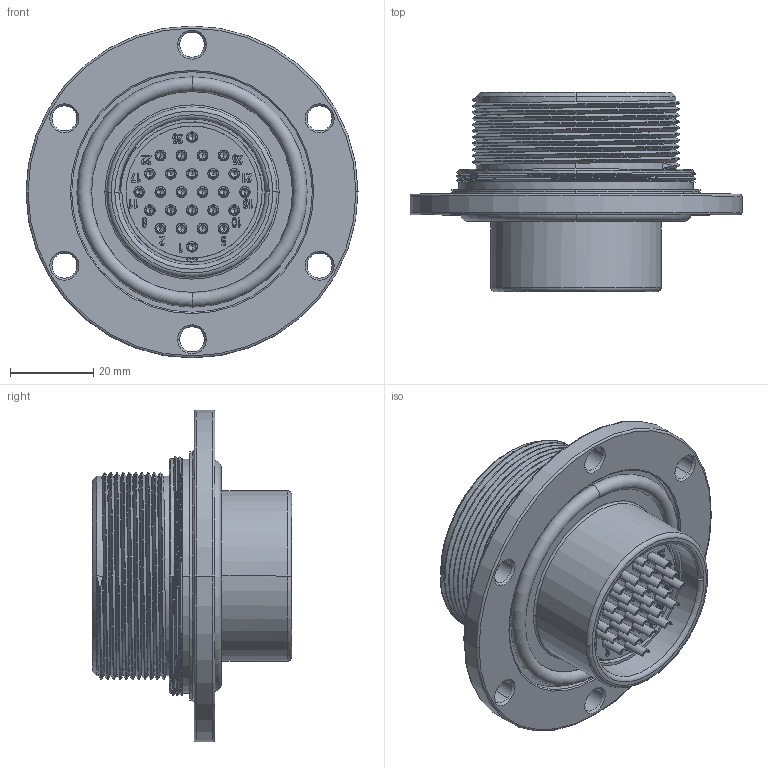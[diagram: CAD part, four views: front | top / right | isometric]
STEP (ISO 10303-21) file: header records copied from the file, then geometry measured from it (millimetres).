
FILE_DESCRIPTION((''),'2;1');
FILE_NAME('HYZ4126S01E0-GM_SW000_SW0001','2017-08-04T',('tc.chen'),(''),'PRO/ENGINEER BY PARAMETRIC TECHNOLOGY CORPORATION, 2012480','PRO/ENGINEER BY PARAMETRIC TECHNOLOGY CORPORATION, 2012480','');
FILE_SCHEMA(('AUTOMOTIVE_DESIGN { 1 0 10303 214 1 1 1 1 }'));
Length unit declared in the file: millimetre
Products named in the file (1): HYZ4126S01E0-GM_SW000_SW0001
Bounding box: 80 x 48 x 80 mm (x, y, z)
Volume: 64081.3 mm3; surface area: 41714.8 mm2
Topology: 1 solids, 1 shells, 1890 faces, 5191 edges, 3447 vertices
Faces by surface type: plane 603, cylinder 602, extrusion 412, cone 135, torus 70, sphere 52, bspline 16
Entity records: 84068 total; most frequent: CARTESIAN_POINT 22274, ORIENTED_EDGE 10174, DIRECTION 9004, EDGE_CURVE 5087, VERTEX_POINT 3447, AXIS2_PLACEMENT_3D 3192, VECTOR 2620, PRESENTATION_STYLE_ASSIGNMENT 2302
